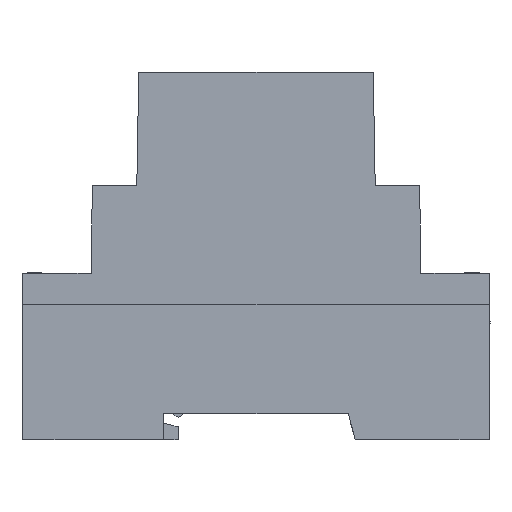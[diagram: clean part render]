
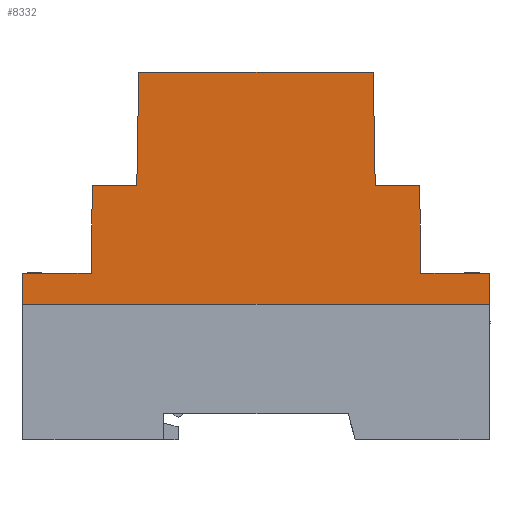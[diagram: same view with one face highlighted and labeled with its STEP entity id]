
A CAD part, left-side view. The second image highlights one B-rep face of the part: STEP entity #8332.
In plain terms, the highlighted planar face has unit normal (-1, 0, 0).
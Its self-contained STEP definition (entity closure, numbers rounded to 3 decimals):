
#8332 = ADVANCED_FACE( '', ( #17252 ), #17253, .T. );
#17252 = FACE_OUTER_BOUND( '', #28094, .T. );
#17253 = PLANE( '', #28095 );
#28094 = EDGE_LOOP( '', ( #55581, #55582, #55583, #55584, #55585, #55586, #55587, #55588, #55589, #55590, #55591, #55592 ) );
#28095 = AXIS2_PLACEMENT_3D( '', #55593, #55594, #55595 );
#55581 = ORIENTED_EDGE( '', *, *, #68282, .T. );
#55582 = ORIENTED_EDGE( '', *, *, #66033, .T. );
#55583 = ORIENTED_EDGE( '', *, *, #68082, .T. );
#55584 = ORIENTED_EDGE( '', *, *, #64198, .T. );
#55585 = ORIENTED_EDGE( '', *, *, #61861, .T. );
#55586 = ORIENTED_EDGE( '', *, *, #68092, .T. );
#55587 = ORIENTED_EDGE( '', *, *, #60378, .T. );
#55588 = ORIENTED_EDGE( '', *, *, #67629, .T. );
#55589 = ORIENTED_EDGE( '', *, *, #67447, .T. );
#55590 = ORIENTED_EDGE( '', *, *, #66855, .T. );
#55591 = ORIENTED_EDGE( '', *, *, #67875, .T. );
#55592 = ORIENTED_EDGE( '', *, *, #61715, .T. );
#55593 = CARTESIAN_POINT( '', ( -78.75, 44.75, 32.9 ) );
#55594 = DIRECTION( '', ( -1., 0., 0. ) );
#55595 = DIRECTION( '', ( 0., 0., 1. ) );
#60378 = EDGE_CURVE( '', #73120, #73121, #73122, .T. );
#61715 = EDGE_CURVE( '', #75328, #75329, #75330, .T. );
#61861 = EDGE_CURVE( '', #75556, #75557, #75558, .T. );
#64198 = EDGE_CURVE( '', #79160, #75556, #79161, .T. );
#66033 = EDGE_CURVE( '', #81696, #81698, #81700, .T. );
#66855 = EDGE_CURVE( '', #82715, #82713, #82716, .T. );
#67447 = EDGE_CURVE( '', #83409, #82715, #83410, .T. );
#67629 = EDGE_CURVE( '', #73121, #83409, #83630, .T. );
#67875 = EDGE_CURVE( '', #82713, #75328, #83917, .T. );
#68082 = EDGE_CURVE( '', #81698, #79160, #84136, .T. );
#68092 = EDGE_CURVE( '', #75557, #73120, #84147, .T. );
#68282 = EDGE_CURVE( '', #75329, #81696, #84345, .T. );
#73120 = VERTEX_POINT( '', #91894 );
#73121 = VERTEX_POINT( '', #91895 );
#73122 = LINE( '', #91896, #91897 );
#75328 = VERTEX_POINT( '', #95540 );
#75329 = VERTEX_POINT( '', #95541 );
#75330 = LINE( '', #95542, #95543 );
#75556 = VERTEX_POINT( '', #95937 );
#75557 = VERTEX_POINT( '', #95938 );
#75558 = LINE( '', #95939, #95940 );
#79160 = VERTEX_POINT( '', #102165 );
#79161 = LINE( '', #102166, #102167 );
#81696 = VERTEX_POINT( '', #106628 );
#81698 = VERTEX_POINT( '', #106631 );
#81700 = LINE( '', #106634, #106635 );
#82713 = VERTEX_POINT( '', #108338 );
#82715 = VERTEX_POINT( '', #108341 );
#82716 = LINE( '', #108342, #108343 );
#83409 = VERTEX_POINT( '', #109516 );
#83410 = LINE( '', #109517, #109518 );
#83630 = LINE( '', #109948, #109949 );
#83917 = LINE( '', #110453, #110454 );
#84136 = LINE( '', #110787, #110788 );
#84147 = LINE( '', #110803, #110804 );
#84345 = LINE( '', #111090, #111091 );
#91894 = CARTESIAN_POINT( '', ( -78.75, -44.75, 0. ) );
#91895 = CARTESIAN_POINT( '', ( -78.75, -44.75, 5.95 ) );
#91896 = CARTESIAN_POINT( '', ( -78.75, -44.75, 5.95 ) );
#91897 = VECTOR( '', #113105, 1000. );
#95540 = CARTESIAN_POINT( '', ( -78.75, -22.5, 44.6 ) );
#95541 = CARTESIAN_POINT( '', ( -78.75, 22.5, 44.6 ) );
#95542 = CARTESIAN_POINT( '', ( -78.75, 22.5, 44.6 ) );
#95543 = VECTOR( '', #113841, 1000. );
#95937 = CARTESIAN_POINT( '', ( -78.75, 44.75, 5.95 ) );
#95938 = CARTESIAN_POINT( '', ( -78.75, 44.75, 0. ) );
#95939 = CARTESIAN_POINT( '', ( -78.75, 44.75, 0. ) );
#95940 = VECTOR( '', #113921, 1000. );
#102165 = CARTESIAN_POINT( '', ( -78.75, 31.65, 5.95 ) );
#102166 = CARTESIAN_POINT( '', ( -78.75, 44.75, 5.95 ) );
#102167 = VECTOR( '', #115127, 1000. );
#106628 = CARTESIAN_POINT( '', ( -78.75, 22.873, 22.8 ) );
#106631 = CARTESIAN_POINT( '', ( -78.75, 31.4, 22.8 ) );
#106634 = CARTESIAN_POINT( '', ( -78.75, -22.7, 22.8 ) );
#106635 = VECTOR( '', #116018, 1000. );
#108338 = CARTESIAN_POINT( '', ( -78.75, -22.873, 22.8 ) );
#108341 = CARTESIAN_POINT( '', ( -78.75, -31.4, 22.8 ) );
#108342 = CARTESIAN_POINT( '', ( -78.75, -22.7, 22.8 ) );
#108343 = VECTOR( '', #116370, 1000. );
#109516 = CARTESIAN_POINT( '', ( -78.75, -31.65, 5.95 ) );
#109517 = CARTESIAN_POINT( '', ( -78.75, -31.4, 22.8 ) );
#109518 = VECTOR( '', #116609, 1000. );
#109948 = CARTESIAN_POINT( '', ( -78.75, -31.65, 5.95 ) );
#109949 = VECTOR( '', #116680, 1000. );
#110453 = CARTESIAN_POINT( '', ( -78.75, -22.5, 44.6 ) );
#110454 = VECTOR( '', #116790, 1000. );
#110787 = CARTESIAN_POINT( '', ( -78.75, 31.65, 5.95 ) );
#110788 = VECTOR( '', #116843, 1000. );
#110803 = CARTESIAN_POINT( '', ( -78.75, -44.75, 0. ) );
#110804 = VECTOR( '', #116846, 1000. );
#111090 = CARTESIAN_POINT( '', ( -78.75, 22.7, 32.9 ) );
#111091 = VECTOR( '', #116877, 1000. );
#113105 = DIRECTION( '', ( 0., 0., 1. ) );
#113841 = DIRECTION( '', ( 0., 1., 0. ) );
#113921 = DIRECTION( '', ( 0., 0., -1. ) );
#115127 = DIRECTION( '', ( 0., 1., 0. ) );
#116018 = DIRECTION( '', ( 0., 1., 0. ) );
#116370 = DIRECTION( '', ( 0., 1., 0. ) );
#116609 = DIRECTION( '', ( 0., 0.015, 1. ) );
#116680 = DIRECTION( '', ( 0., 1., 0. ) );
#116790 = DIRECTION( '', ( 0., 0.017, 1. ) );
#116843 = DIRECTION( '', ( 0., 0.015, -1. ) );
#116846 = DIRECTION( '', ( 0., -1., 0. ) );
#116877 = DIRECTION( '', ( 0., 0.017, -1. ) );
